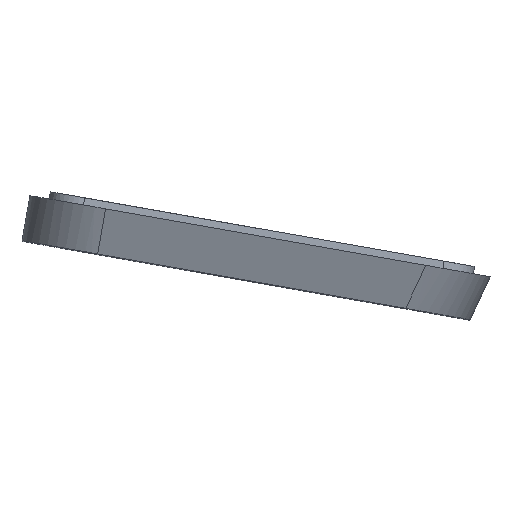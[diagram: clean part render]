
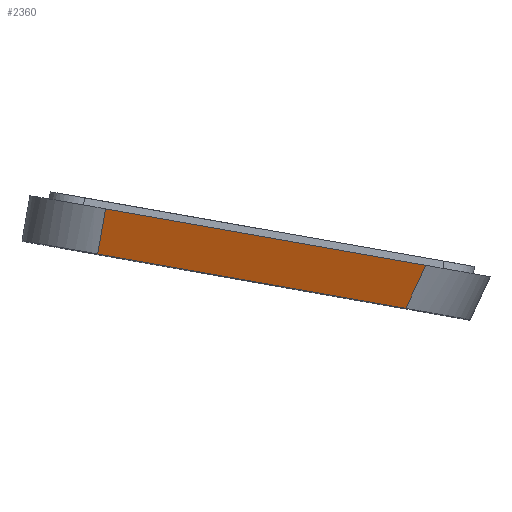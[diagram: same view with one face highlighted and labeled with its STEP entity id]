
A CAD part, top view. The second image highlights one B-rep face of the part: STEP entity #2360.
In plain terms, the highlighted planar face has unit normal (0, -0.342, 0.94).
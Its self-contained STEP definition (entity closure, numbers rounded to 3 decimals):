
#67=LINE('',#3566,#274);
#71=LINE('',#3575,#278);
#86=LINE('',#3626,#293);
#87=LINE('',#3628,#294);
#274=VECTOR('',#2805,10.);
#278=VECTOR('',#2813,10.);
#293=VECTOR('',#2856,10.);
#294=VECTOR('',#2859,10.);
#562=FACE_OUTER_BOUND('',#700,.T.);
#700=EDGE_LOOP('',(#1616,#1617,#1618,#1619));
#979=VERTEX_POINT('',#3559);
#982=VERTEX_POINT('',#3564);
#985=VERTEX_POINT('',#3574);
#1006=VERTEX_POINT('',#3622);
#1214=EDGE_CURVE('',#982,#979,#67,.T.);
#1218=EDGE_CURVE('',#979,#985,#71,.T.);
#1244=EDGE_CURVE('',#985,#1006,#86,.T.);
#1245=EDGE_CURVE('',#1006,#982,#87,.T.);
#1616=ORIENTED_EDGE('',*,*,#1214,.F.);
#1617=ORIENTED_EDGE('',*,*,#1245,.F.);
#1618=ORIENTED_EDGE('',*,*,#1244,.F.);
#1619=ORIENTED_EDGE('',*,*,#1218,.F.);
#2303=PLANE('',#2529);
#2360=ADVANCED_FACE('',(#562),#2303,.T.);
#2529=AXIS2_PLACEMENT_3D('',#3627,#2857,#2858);
#2805=DIRECTION('',(0.163,0.927,0.337));
#2813=DIRECTION('',(0.983,-0.173,-0.063));
#2856=DIRECTION('',(-0.401,-0.861,-0.313));
#2857=DIRECTION('center_axis',(0.,-0.342,0.94));
#2858=DIRECTION('ref_axis',(1.,0.,0.));
#2859=DIRECTION('',(-0.983,0.173,0.063));
#3559=CARTESIAN_POINT('',(7.309,11.658,48.994));
#3564=CARTESIAN_POINT('',(5.765,2.903,45.807));
#3566=CARTESIAN_POINT('',(5.339,0.486,44.927));
#3574=CARTESIAN_POINT('',(69.494,0.693,45.003));
#3575=CARTESIAN_POINT('',(58.123,2.698,45.732));
#3622=CARTESIAN_POINT('',(65.605,-7.648,41.967));
#3626=CARTESIAN_POINT('',(67.638,-3.287,43.554));
#3627=CARTESIAN_POINT('Origin',(36.562,2.529,45.671));
#3628=CARTESIAN_POINT('',(55.808,-5.921,42.595));
